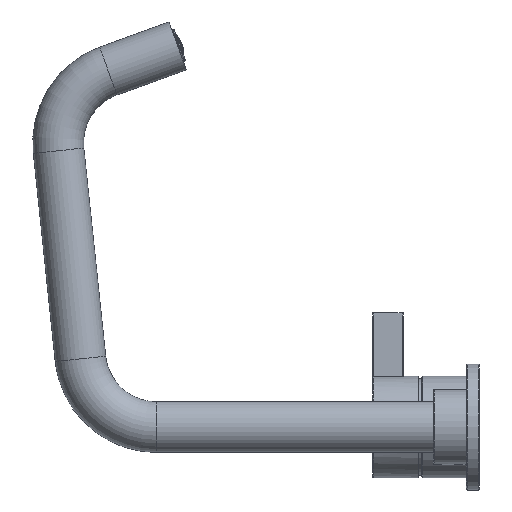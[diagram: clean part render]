
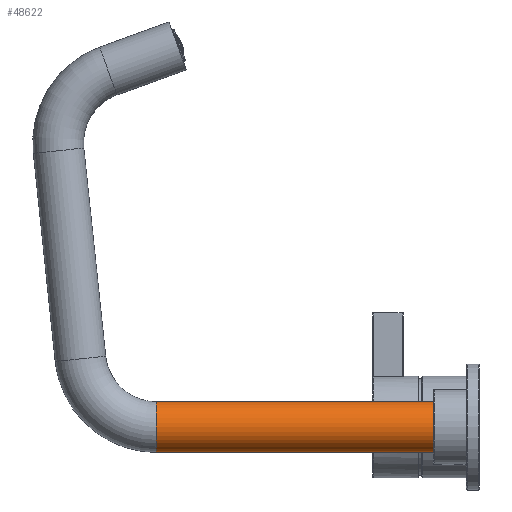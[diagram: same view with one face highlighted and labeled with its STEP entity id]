
A CAD part, left-side view. The second image highlights one B-rep face of the part: STEP entity #48622.
In plain terms, the highlighted cylindrical face has radius 10 mm (diameter 20 mm), a full revolution.
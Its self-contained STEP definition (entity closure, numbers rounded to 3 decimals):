
#9647=CYLINDRICAL_SURFACE('',#53049,10.);
#11580=ORIENTED_EDGE('',*,*,#26320,.F.);
#11581=ORIENTED_EDGE('',*,*,#26321,.T.);
#26320=EDGE_CURVE('',#33818,#33818,#38700,.T.);
#26321=EDGE_CURVE('',#33819,#33819,#38701,.T.);
#33818=VERTEX_POINT('',#73115);
#33819=VERTEX_POINT('',#73118);
#38700=CIRCLE('',#53048,10.);
#38701=CIRCLE('',#53050,10.);
#40289=EDGE_LOOP('',(#11580));
#40290=EDGE_LOOP('',(#11581));
#43571=FACE_BOUND('',#40289,.T.);
#43572=FACE_BOUND('',#40290,.T.);
#48622=ADVANCED_FACE('',(#43571,#43572),#9647,.T.);
#53048=AXIS2_PLACEMENT_3D('',#73114,#57873,#57874);
#53049=AXIS2_PLACEMENT_3D('',#73116,#57875,#57876);
#53050=AXIS2_PLACEMENT_3D('',#73117,#57877,#57878);
#57873=DIRECTION('',(0.,1.,0.));
#57874=DIRECTION('',(0.,0.,1.));
#57875=DIRECTION('',(0.,1.,0.));
#57876=DIRECTION('',(0.,0.,1.));
#57877=DIRECTION('',(0.,1.,0.));
#57878=DIRECTION('',(1.,0.,0.));
#73114=CARTESIAN_POINT('',(0.,103.,0.));
#73115=CARTESIAN_POINT('',(0.,103.,10.));
#73116=CARTESIAN_POINT('',(0.,0.,0.));
#73117=CARTESIAN_POINT('',(0.,-6.,0.));
#73118=CARTESIAN_POINT('',(10.,-6.,0.));
